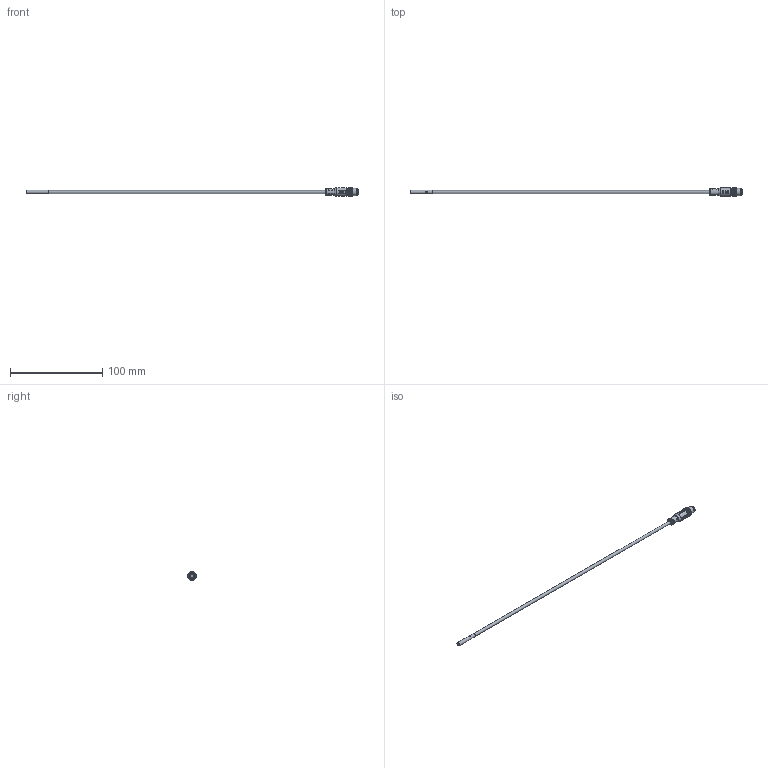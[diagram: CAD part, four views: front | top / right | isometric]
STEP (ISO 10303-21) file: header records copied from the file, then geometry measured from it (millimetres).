
FILE_DESCRIPTION(('FreeCAD Model'),'2;1');
FILE_NAME('DCC_40_V_15_xxK-K-TSL.step','2017-06-09T14:31:42',( 'FreeCAD'),('FreeCAD'),'Open CASCADE STEP processor 6.7','FreeCAD', 'Unknown');
FILE_SCHEMA(('AUTOMOTIVE_DESIGN_CC2 { 1 2 10303 214 -1 1 5 4 }'));
Length unit declared in the file: millimetre
Products named in the file (1): DCC_40_V_15_xxK-K-TSL_fig
Bounding box: 360.4 x 9.78 x 9.78 mm (x, y, z)
Volume: 4593.2 mm3; surface area: 4991.9 mm2
Topology: 1 solids, 11 shells, 1274 faces, 2520 edges, 1287 vertices
Faces by surface type: plane 579, cone 503, cylinder 133, bspline 42, torus 14, sphere 3
Full cylindrical faces by diameter (mm): 0.9 x3, 1 x11, 1.1 x3, 1.6 x9, 1.9 x1, 3.28 x1, 4 x2, 5.8 x1, 6.3 x1, 6.55 x1, 6.7 x1, 6.8 x1, 6.9 x2, 7.9 x2, 8 x1, 9.1 x2, 9.6 x1
Entity records: 109238 total; most frequent: CARTESIAN_POINT 56047, DIRECTION 6044, ORIENTED_EDGE 5028, PCURVE 5028, DEFINITIONAL_REPRESENTATION 5028, B_SPLINE_CURVE_WITH_KNOTS 4577, EDGE_CURVE 2514, SURFACE_CURVE 2435
